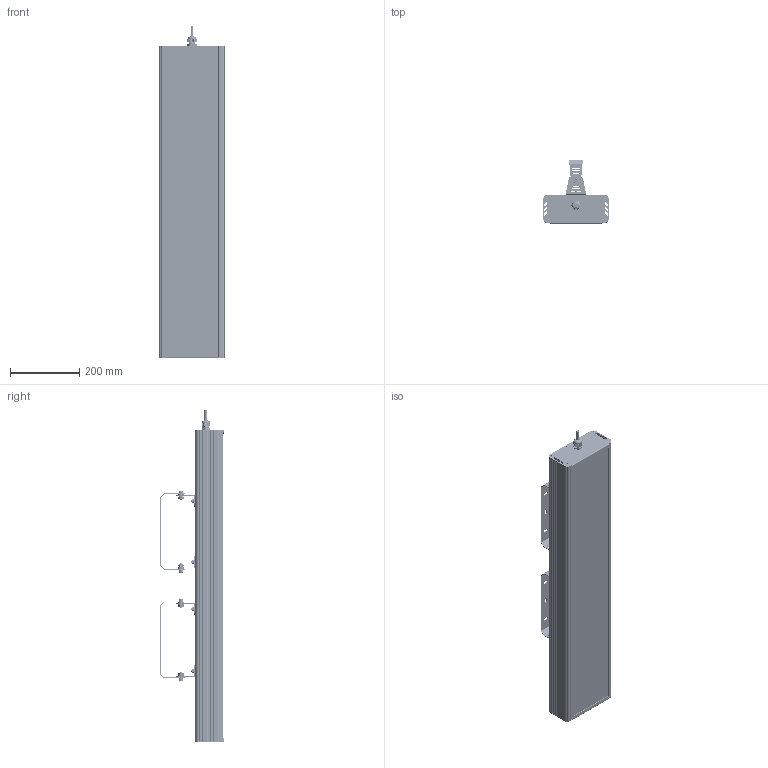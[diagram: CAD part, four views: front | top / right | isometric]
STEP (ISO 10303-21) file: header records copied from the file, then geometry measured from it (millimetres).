
FILE_DESCRIPTION(('STEP AP214'), '1');
FILE_NAME('001.0079.90.000 - ÃÑÏ-Ýêñòðà-Îïòèê-180', '2023-11-03T04:48:24', ('Ëóêîíèí'), ('ÎÊÁ Ñâîé Ñòèëü'), 'C3D Converter', 'C3D Toolkit', '');
FILE_SCHEMA(('AUTOMOTIVE_DESIGN { 1 0 10303 214 3 1 1}'));
Length unit declared in the file: millimetre
Products named in the file (41): 001.0079.90.000
Assembly tree (82 placements, depth 4):
  001.0079.90.000
    (unnamed)
      (unnamed)
      (unnamed)
      (unnamed)
      (unnamed)  x6
      (unnamed)  x6
      (unnamed)
      (unnamed)
      (unnamed)
      (unnamed)
        (unnamed)
      (unnamed)  x18
        (unnamed)
        (unnamed)
        (unnamed)
        (unnamed)
        (unnamed)
        (unnamed)
        (unnamed)
        (unnamed)
        (unnamed)
        (unnamed)
    (unnamed)  x2
      (unnamed)
      (unnamed)
      (unnamed)
      (unnamed)
      (unnamed)
      (unnamed)
      (unnamed)
      (unnamed)
      (unnamed)
      (unnamed)
      (unnamed)
      (unnamed)
      (unnamed)
      (unnamed)
      (unnamed)
      (unnamed)
      (unnamed)
Bounding box: 187.37 x 184.69 x 956.43 mm (x, y, z)
Volume: 3037274.1 mm3; surface area: 2275293.5 mm2
Topology: 652 solids, 652 shells, 9332 faces, 21525 edges, 14353 vertices
Faces by surface type: plane 6452, cylinder 2266, bspline 309, cone 274, sphere 18, torus 13
Full cylindrical faces by diameter (mm): 1 x18, 2 x36, 2.5 x72, 2.8 x450, 3.2 x18, 3.5 x108, 4 x12, 6 x8, 6.375 x4, 8 x20, 8.5 x16, 9 x234, 12 x5, 12.5 x1, 13.333 x4, 16 x9, 18.5 x3, 20 x1, 23.5 x1
Entity records: 112631 total; most frequent: CARTESIAN_POINT 51802, ORIENTED_EDGE 11236, DIRECTION 10444, EDGE_CURVE 5618, VERTEX_POINT 3842, AXIS2_PLACEMENT_3D 3555, LINE 3334, VECTOR 3334
